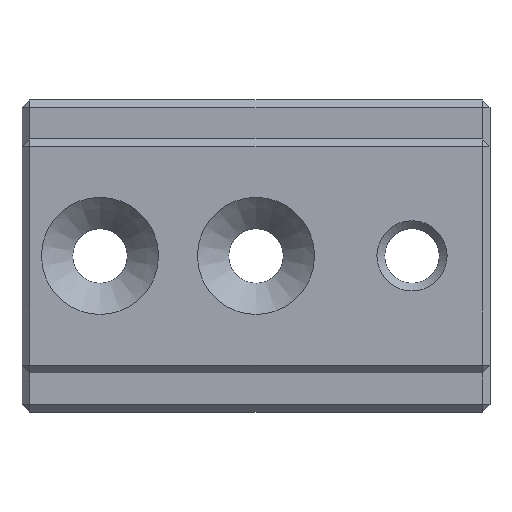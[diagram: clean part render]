
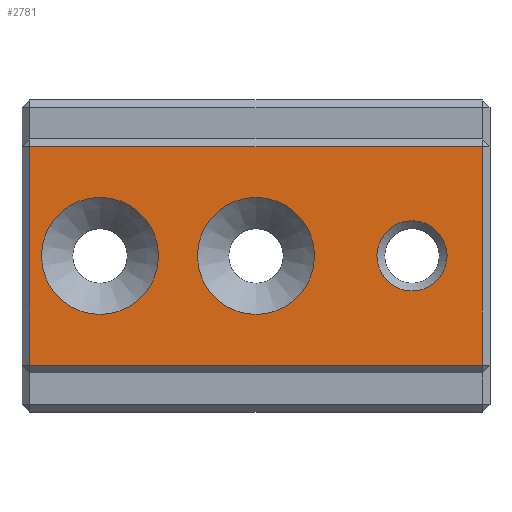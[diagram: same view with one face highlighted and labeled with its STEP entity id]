
A CAD part, top view. The second image highlights one B-rep face of the part: STEP entity #2781.
In plain terms, the highlighted planar face has unit normal (0, 0, 1).
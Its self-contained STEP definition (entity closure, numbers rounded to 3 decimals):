
#1065 = PLANE('',#1066);
#1066 = AXIS2_PLACEMENT_3D('',#1067,#1068,#1069);
#1067 = CARTESIAN_POINT('',(-57.75,-7.5,89.75));
#1068 = DIRECTION('',(0.707,0.,0.707));
#1069 = DIRECTION('',(0.,1.,0.));
#1230 = PLANE('',#1231);
#1231 = AXIS2_PLACEMENT_3D('',#1232,#1233,#1234);
#1232 = CARTESIAN_POINT('',(-87.25,-7.5,89.75));
#1233 = DIRECTION('',(0.707,0.,-0.707));
#1234 = DIRECTION('',(0.,1.,0.));
#1413 = CONICAL_SURFACE('',#1414,1.75,0.785);
#1414 = AXIS2_PLACEMENT_3D('',#1415,#1416,#1417);
#1415 = CARTESIAN_POINT('',(-62.5,0.,89.5));
#1416 = DIRECTION('',(0.,0.,1.));
#1417 = DIRECTION('',(0.,1.,0.));
#1468 = CONICAL_SURFACE('',#1469,1.75,0.785);
#1469 = AXIS2_PLACEMENT_3D('',#1470,#1471,#1472);
#1470 = CARTESIAN_POINT('',(-82.5,0.,88.));
#1471 = DIRECTION('',(0.,0.,1.));
#1472 = DIRECTION('',(0.,1.,0.));
#1523 = CONICAL_SURFACE('',#1524,1.75,0.785);
#1524 = AXIS2_PLACEMENT_3D('',#1525,#1526,#1527);
#1525 = CARTESIAN_POINT('',(-72.5,0.,88.));
#1526 = DIRECTION('',(0.,-0.,1.));
#1527 = DIRECTION('',(0.,1.,0.));
#1794 = VERTEX_POINT('',#1795);
#1795 = CARTESIAN_POINT('',(-58.,-7.,90.));
#1823 = VERTEX_POINT('',#1824);
#1824 = CARTESIAN_POINT('',(-58.,7.,90.));
#1845 = EDGE_CURVE('',#1794,#1823,#1846,.T.);
#1846 = SURFACE_CURVE('',#1847,(#1851,#1858),.PCURVE_S1.);
#1847 = LINE('',#1848,#1849);
#1848 = CARTESIAN_POINT('',(-58.,-7.5,90.));
#1849 = VECTOR('',#1850,1.);
#1850 = DIRECTION('',(0.,1.,0.));
#1851 = PCURVE('',#1065,#1852);
#1852 = DEFINITIONAL_REPRESENTATION('',(#1853),#1857);
#1853 = LINE('',#1854,#1855);
#1854 = CARTESIAN_POINT('',(0.,0.354));
#1855 = VECTOR('',#1856,1.);
#1856 = DIRECTION('',(1.,0.));
#1857 = ( GEOMETRIC_REPRESENTATION_CONTEXT(2) 
PARAMETRIC_REPRESENTATION_CONTEXT() REPRESENTATION_CONTEXT('2D SPACE',''
  ) );
#1858 = PCURVE('',#1859,#1864);
#1859 = PLANE('',#1860);
#1860 = AXIS2_PLACEMENT_3D('',#1861,#1862,#1863);
#1861 = CARTESIAN_POINT('',(-57.5,-7.5,90.));
#1862 = DIRECTION('',(0.,0.,-1.));
#1863 = DIRECTION('',(0.,1.,0.));
#1864 = DEFINITIONAL_REPRESENTATION('',(#1865),#1869);
#1865 = LINE('',#1866,#1867);
#1866 = CARTESIAN_POINT('',(0.,-0.5));
#1867 = VECTOR('',#1868,1.);
#1868 = DIRECTION('',(1.,0.));
#1869 = ( GEOMETRIC_REPRESENTATION_CONTEXT(2) 
PARAMETRIC_REPRESENTATION_CONTEXT() REPRESENTATION_CONTEXT('2D SPACE',''
  ) );
#2209 = VERTEX_POINT('',#2210);
#2210 = CARTESIAN_POINT('',(-87.,-7.,90.));
#2238 = VERTEX_POINT('',#2239);
#2239 = CARTESIAN_POINT('',(-87.,7.,90.));
#2260 = EDGE_CURVE('',#2209,#2238,#2261,.T.);
#2261 = SURFACE_CURVE('',#2262,(#2266,#2273),.PCURVE_S1.);
#2262 = LINE('',#2263,#2264);
#2263 = CARTESIAN_POINT('',(-87.,-7.5,90.));
#2264 = VECTOR('',#2265,1.);
#2265 = DIRECTION('',(0.,1.,0.));
#2266 = PCURVE('',#1230,#2267);
#2267 = DEFINITIONAL_REPRESENTATION('',(#2268),#2272);
#2268 = LINE('',#2269,#2270);
#2269 = CARTESIAN_POINT('',(0.,0.354));
#2270 = VECTOR('',#2271,1.);
#2271 = DIRECTION('',(1.,0.));
#2272 = ( GEOMETRIC_REPRESENTATION_CONTEXT(2) 
PARAMETRIC_REPRESENTATION_CONTEXT() REPRESENTATION_CONTEXT('2D SPACE',''
  ) );
#2273 = PCURVE('',#1859,#2274);
#2274 = DEFINITIONAL_REPRESENTATION('',(#2275),#2279);
#2275 = LINE('',#2276,#2277);
#2276 = CARTESIAN_POINT('',(0.,-29.5));
#2277 = VECTOR('',#2278,1.);
#2278 = DIRECTION('',(1.,0.));
#2279 = ( GEOMETRIC_REPRESENTATION_CONTEXT(2) 
PARAMETRIC_REPRESENTATION_CONTEXT() REPRESENTATION_CONTEXT('2D SPACE',''
  ) );
#2470 = VERTEX_POINT('',#2471);
#2471 = CARTESIAN_POINT('',(-62.5,2.25,90.));
#2494 = EDGE_CURVE('',#2470,#2470,#2495,.T.);
#2495 = SURFACE_CURVE('',#2496,(#2501,#2508),.PCURVE_S1.);
#2496 = CIRCLE('',#2497,2.25);
#2497 = AXIS2_PLACEMENT_3D('',#2498,#2499,#2500);
#2498 = CARTESIAN_POINT('',(-62.5,0.,90.));
#2499 = DIRECTION('',(0.,-0.,1.));
#2500 = DIRECTION('',(0.,1.,0.));
#2501 = PCURVE('',#1413,#2502);
#2502 = DEFINITIONAL_REPRESENTATION('',(#2503),#2507);
#2503 = LINE('',#2504,#2505);
#2504 = CARTESIAN_POINT('',(0.,0.5));
#2505 = VECTOR('',#2506,1.);
#2506 = DIRECTION('',(1.,0.));
#2507 = ( GEOMETRIC_REPRESENTATION_CONTEXT(2) 
PARAMETRIC_REPRESENTATION_CONTEXT() REPRESENTATION_CONTEXT('2D SPACE',''
  ) );
#2508 = PCURVE('',#1859,#2509);
#2509 = DEFINITIONAL_REPRESENTATION('',(#2510),#2518);
#2510 = ( BOUNDED_CURVE() B_SPLINE_CURVE(2,(#2511,#2512,#2513,#2514,
#2515,#2516,#2517),.UNSPECIFIED.,.T.,.F.) B_SPLINE_CURVE_WITH_KNOTS((1,2
    ,2,2,2,1),(-2.094,0.,2.094,4.189,
6.283,8.378),.UNSPECIFIED.) CURVE() 
GEOMETRIC_REPRESENTATION_ITEM() RATIONAL_B_SPLINE_CURVE((1.,0.5,1.,0.5,
1.,0.5,1.)) REPRESENTATION_ITEM('') );
#2511 = CARTESIAN_POINT('',(9.75,-5.));
#2512 = CARTESIAN_POINT('',(9.75,-8.897));
#2513 = CARTESIAN_POINT('',(6.375,-6.949));
#2514 = CARTESIAN_POINT('',(3.,-5.));
#2515 = CARTESIAN_POINT('',(6.375,-3.051));
#2516 = CARTESIAN_POINT('',(9.75,-1.103));
#2517 = CARTESIAN_POINT('',(9.75,-5.));
#2518 = ( GEOMETRIC_REPRESENTATION_CONTEXT(2) 
PARAMETRIC_REPRESENTATION_CONTEXT() REPRESENTATION_CONTEXT('2D SPACE',''
  ) );
#2524 = VERTEX_POINT('',#2525);
#2525 = CARTESIAN_POINT('',(-82.5,3.75,90.));
#2548 = EDGE_CURVE('',#2524,#2524,#2549,.T.);
#2549 = SURFACE_CURVE('',#2550,(#2555,#2562),.PCURVE_S1.);
#2550 = CIRCLE('',#2551,3.75);
#2551 = AXIS2_PLACEMENT_3D('',#2552,#2553,#2554);
#2552 = CARTESIAN_POINT('',(-82.5,0.,90.));
#2553 = DIRECTION('',(0.,-0.,1.));
#2554 = DIRECTION('',(0.,1.,0.));
#2555 = PCURVE('',#1468,#2556);
#2556 = DEFINITIONAL_REPRESENTATION('',(#2557),#2561);
#2557 = LINE('',#2558,#2559);
#2558 = CARTESIAN_POINT('',(0.,2.));
#2559 = VECTOR('',#2560,1.);
#2560 = DIRECTION('',(1.,0.));
#2561 = ( GEOMETRIC_REPRESENTATION_CONTEXT(2) 
PARAMETRIC_REPRESENTATION_CONTEXT() REPRESENTATION_CONTEXT('2D SPACE',''
  ) );
#2562 = PCURVE('',#1859,#2563);
#2563 = DEFINITIONAL_REPRESENTATION('',(#2564),#2572);
#2564 = ( BOUNDED_CURVE() B_SPLINE_CURVE(2,(#2565,#2566,#2567,#2568,
#2569,#2570,#2571),.UNSPECIFIED.,.T.,.F.) B_SPLINE_CURVE_WITH_KNOTS((1,2
    ,2,2,2,1),(-2.094,0.,2.094,4.189,
6.283,8.378),.UNSPECIFIED.) CURVE() 
GEOMETRIC_REPRESENTATION_ITEM() RATIONAL_B_SPLINE_CURVE((1.,0.5,1.,0.5,
1.,0.5,1.)) REPRESENTATION_ITEM('') );
#2565 = CARTESIAN_POINT('',(11.25,-25.));
#2566 = CARTESIAN_POINT('',(11.25,-31.495));
#2567 = CARTESIAN_POINT('',(5.625,-28.248));
#2568 = CARTESIAN_POINT('',(0.,-25.));
#2569 = CARTESIAN_POINT('',(5.625,-21.752));
#2570 = CARTESIAN_POINT('',(11.25,-18.505));
#2571 = CARTESIAN_POINT('',(11.25,-25.));
#2572 = ( GEOMETRIC_REPRESENTATION_CONTEXT(2) 
PARAMETRIC_REPRESENTATION_CONTEXT() REPRESENTATION_CONTEXT('2D SPACE',''
  ) );
#2578 = VERTEX_POINT('',#2579);
#2579 = CARTESIAN_POINT('',(-72.5,3.75,90.));
#2600 = EDGE_CURVE('',#2578,#2578,#2601,.T.);
#2601 = SURFACE_CURVE('',#2602,(#2607,#2614),.PCURVE_S1.);
#2602 = CIRCLE('',#2603,3.75);
#2603 = AXIS2_PLACEMENT_3D('',#2604,#2605,#2606);
#2604 = CARTESIAN_POINT('',(-72.5,0.,90.));
#2605 = DIRECTION('',(0.,-0.,1.));
#2606 = DIRECTION('',(0.,1.,0.));
#2607 = PCURVE('',#1523,#2608);
#2608 = DEFINITIONAL_REPRESENTATION('',(#2609),#2613);
#2609 = LINE('',#2610,#2611);
#2610 = CARTESIAN_POINT('',(-0.,2.));
#2611 = VECTOR('',#2612,1.);
#2612 = DIRECTION('',(1.,-0.));
#2613 = ( GEOMETRIC_REPRESENTATION_CONTEXT(2) 
PARAMETRIC_REPRESENTATION_CONTEXT() REPRESENTATION_CONTEXT('2D SPACE',''
  ) );
#2614 = PCURVE('',#1859,#2615);
#2615 = DEFINITIONAL_REPRESENTATION('',(#2616),#2624);
#2616 = ( BOUNDED_CURVE() B_SPLINE_CURVE(2,(#2617,#2618,#2619,#2620,
#2621,#2622,#2623),.UNSPECIFIED.,.T.,.F.) B_SPLINE_CURVE_WITH_KNOTS((1,2
    ,2,2,2,1),(-2.094,0.,2.094,4.189,
6.283,8.378),.UNSPECIFIED.) CURVE() 
GEOMETRIC_REPRESENTATION_ITEM() RATIONAL_B_SPLINE_CURVE((1.,0.5,1.,0.5,
1.,0.5,1.)) REPRESENTATION_ITEM('') );
#2617 = CARTESIAN_POINT('',(11.25,-15.));
#2618 = CARTESIAN_POINT('',(11.25,-21.495));
#2619 = CARTESIAN_POINT('',(5.625,-18.248));
#2620 = CARTESIAN_POINT('',(0.,-15.));
#2621 = CARTESIAN_POINT('',(5.625,-11.752));
#2622 = CARTESIAN_POINT('',(11.25,-8.505));
#2623 = CARTESIAN_POINT('',(11.25,-15.));
#2624 = ( GEOMETRIC_REPRESENTATION_CONTEXT(2) 
PARAMETRIC_REPRESENTATION_CONTEXT() REPRESENTATION_CONTEXT('2D SPACE',''
  ) );
#2691 = PLANE('',#2692);
#2692 = AXIS2_PLACEMENT_3D('',#2693,#2694,#2695);
#2693 = CARTESIAN_POINT('',(-57.5,7.25,89.75));
#2694 = DIRECTION('',(0.,0.707,0.707)
  );
#2695 = DIRECTION('',(1.,-0.,0.));
#2770 = PLANE('',#2771);
#2771 = AXIS2_PLACEMENT_3D('',#2772,#2773,#2774);
#2772 = CARTESIAN_POINT('',(-57.5,-7.25,89.75));
#2773 = DIRECTION('',(0.,-0.707,0.707)
  );
#2774 = DIRECTION('',(1.,-0.,0.));
#2781 = ADVANCED_FACE('',(#2782,#2828,#2831,#2834),#1859,.F.);
#2782 = FACE_BOUND('',#2783,.F.);
#2783 = EDGE_LOOP('',(#2784,#2805,#2806,#2827));
#2784 = ORIENTED_EDGE('',*,*,#2785,.T.);
#2785 = EDGE_CURVE('',#1794,#2209,#2786,.T.);
#2786 = SURFACE_CURVE('',#2787,(#2791,#2798),.PCURVE_S1.);
#2787 = LINE('',#2788,#2789);
#2788 = CARTESIAN_POINT('',(-57.5,-7.,90.));
#2789 = VECTOR('',#2790,1.);
#2790 = DIRECTION('',(-1.,0.,0.));
#2791 = PCURVE('',#1859,#2792);
#2792 = DEFINITIONAL_REPRESENTATION('',(#2793),#2797);
#2793 = LINE('',#2794,#2795);
#2794 = CARTESIAN_POINT('',(0.5,0.));
#2795 = VECTOR('',#2796,1.);
#2796 = DIRECTION('',(0.,-1.));
#2797 = ( GEOMETRIC_REPRESENTATION_CONTEXT(2) 
PARAMETRIC_REPRESENTATION_CONTEXT() REPRESENTATION_CONTEXT('2D SPACE',''
  ) );
#2798 = PCURVE('',#2770,#2799);
#2799 = DEFINITIONAL_REPRESENTATION('',(#2800),#2804);
#2800 = LINE('',#2801,#2802);
#2801 = CARTESIAN_POINT('',(0.,0.354));
#2802 = VECTOR('',#2803,1.);
#2803 = DIRECTION('',(-1.,0.));
#2804 = ( GEOMETRIC_REPRESENTATION_CONTEXT(2) 
PARAMETRIC_REPRESENTATION_CONTEXT() REPRESENTATION_CONTEXT('2D SPACE',''
  ) );
#2805 = ORIENTED_EDGE('',*,*,#2260,.T.);
#2806 = ORIENTED_EDGE('',*,*,#2807,.F.);
#2807 = EDGE_CURVE('',#1823,#2238,#2808,.T.);
#2808 = SURFACE_CURVE('',#2809,(#2813,#2820),.PCURVE_S1.);
#2809 = LINE('',#2810,#2811);
#2810 = CARTESIAN_POINT('',(-57.5,7.,90.));
#2811 = VECTOR('',#2812,1.);
#2812 = DIRECTION('',(-1.,0.,0.));
#2813 = PCURVE('',#1859,#2814);
#2814 = DEFINITIONAL_REPRESENTATION('',(#2815),#2819);
#2815 = LINE('',#2816,#2817);
#2816 = CARTESIAN_POINT('',(14.5,0.));
#2817 = VECTOR('',#2818,1.);
#2818 = DIRECTION('',(0.,-1.));
#2819 = ( GEOMETRIC_REPRESENTATION_CONTEXT(2) 
PARAMETRIC_REPRESENTATION_CONTEXT() REPRESENTATION_CONTEXT('2D SPACE',''
  ) );
#2820 = PCURVE('',#2691,#2821);
#2821 = DEFINITIONAL_REPRESENTATION('',(#2822),#2826);
#2822 = LINE('',#2823,#2824);
#2823 = CARTESIAN_POINT('',(0.,-0.354));
#2824 = VECTOR('',#2825,1.);
#2825 = DIRECTION('',(-1.,0.));
#2826 = ( GEOMETRIC_REPRESENTATION_CONTEXT(2) 
PARAMETRIC_REPRESENTATION_CONTEXT() REPRESENTATION_CONTEXT('2D SPACE',''
  ) );
#2827 = ORIENTED_EDGE('',*,*,#1845,.F.);
#2828 = FACE_BOUND('',#2829,.F.);
#2829 = EDGE_LOOP('',(#2830));
#2830 = ORIENTED_EDGE('',*,*,#2600,.T.);
#2831 = FACE_BOUND('',#2832,.F.);
#2832 = EDGE_LOOP('',(#2833));
#2833 = ORIENTED_EDGE('',*,*,#2494,.T.);
#2834 = FACE_BOUND('',#2835,.F.);
#2835 = EDGE_LOOP('',(#2836));
#2836 = ORIENTED_EDGE('',*,*,#2548,.T.);
